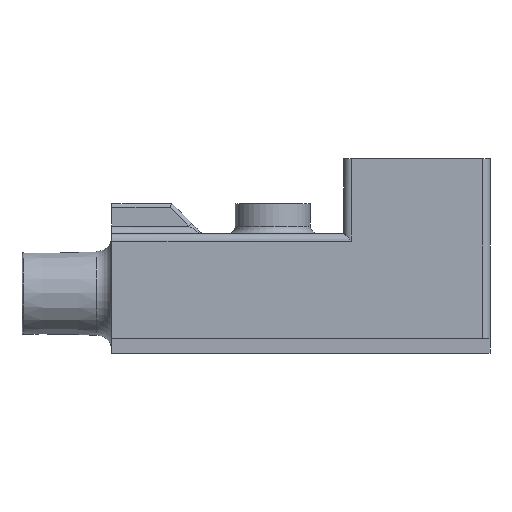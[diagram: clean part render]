
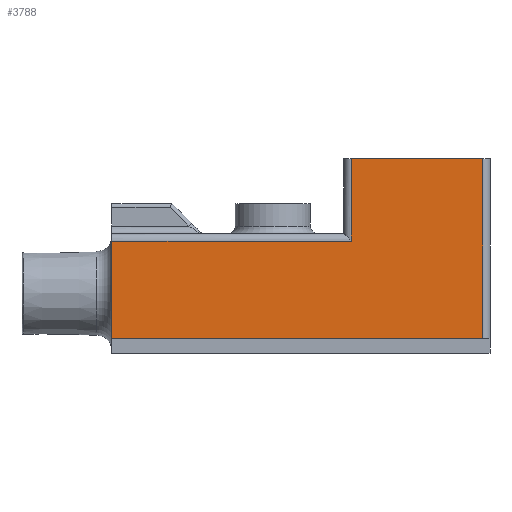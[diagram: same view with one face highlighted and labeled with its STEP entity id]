
A CAD part, left-side view. The second image highlights one B-rep face of the part: STEP entity #3788.
In plain terms, the highlighted planar face has unit normal (-1, 0, 0).
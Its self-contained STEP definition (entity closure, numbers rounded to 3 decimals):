
#95=PLANE('',#4055);
#236=FACE_OUTER_BOUND('',#459,.T.);
#459=EDGE_LOOP('',(#2826,#2827,#2828,#2829,#2830,#2831));
#1073=LINE('',#9514,#1292);
#1076=LINE('',#9836,#1295);
#1077=LINE('',#9840,#1296);
#1078=LINE('',#9842,#1297);
#1079=LINE('',#9844,#1298);
#1080=LINE('',#9845,#1299);
#1292=VECTOR('',#4649,10.);
#1295=VECTOR('',#4656,10.);
#1296=VECTOR('',#4661,10.);
#1297=VECTOR('',#4662,10.);
#1298=VECTOR('',#4663,10.);
#1299=VECTOR('',#4664,10.);
#1654=VERTEX_POINT('',#9511);
#1655=VERTEX_POINT('',#9513);
#1656=VERTEX_POINT('',#9835);
#1657=VERTEX_POINT('',#9839);
#1658=VERTEX_POINT('',#9841);
#1659=VERTEX_POINT('',#9843);
#2123=EDGE_CURVE('',#1654,#1655,#1073,.T.);
#2131=EDGE_CURVE('',#1655,#1656,#1076,.T.);
#2133=EDGE_CURVE('',#1657,#1654,#1077,.T.);
#2134=EDGE_CURVE('',#1658,#1657,#1078,.T.);
#2135=EDGE_CURVE('',#1659,#1658,#1079,.T.);
#2136=EDGE_CURVE('',#1659,#1656,#1080,.T.);
#2826=ORIENTED_EDGE('',*,*,#2131,.F.);
#2827=ORIENTED_EDGE('',*,*,#2123,.F.);
#2828=ORIENTED_EDGE('',*,*,#2133,.F.);
#2829=ORIENTED_EDGE('',*,*,#2134,.F.);
#2830=ORIENTED_EDGE('',*,*,#2135,.F.);
#2831=ORIENTED_EDGE('',*,*,#2136,.T.);
#3788=ADVANCED_FACE('',(#236),#95,.T.);
#4055=AXIS2_PLACEMENT_3D('',#9838,#4659,#4660);
#4649=DIRECTION('',(0.,-1.,0.));
#4656=DIRECTION('',(0.,0.,-1.));
#4659=DIRECTION('center_axis',(-1.,0.,0.));
#4660=DIRECTION('ref_axis',(0.,0.,1.));
#4661=DIRECTION('',(0.,0.,1.));
#4662=DIRECTION('',(0.,-1.,0.));
#4663=DIRECTION('',(0.,0.,1.));
#4664=DIRECTION('',(0.,-1.,0.));
#9511=CARTESIAN_POINT('',(0.,37.,52.));
#9513=CARTESIAN_POINT('',(0.,2.,52.));
#9514=CARTESIAN_POINT('',(0.,38.,52.));
#9835=CARTESIAN_POINT('',(0.,2.,4.));
#9836=CARTESIAN_POINT('',(0.,2.,8.));
#9838=CARTESIAN_POINT('Origin',(0.,18.,0.));
#9839=CARTESIAN_POINT('',(0.,37.,30.));
#9840=CARTESIAN_POINT('',(0.,37.,16.));
#9841=CARTESIAN_POINT('',(0.,101.,30.));
#9842=CARTESIAN_POINT('',(0.,18.,30.));
#9843=CARTESIAN_POINT('',(0.,101.,4.));
#9844=CARTESIAN_POINT('',(0.,101.,32.));
#9845=CARTESIAN_POINT('',(0.,59.5,4.));
